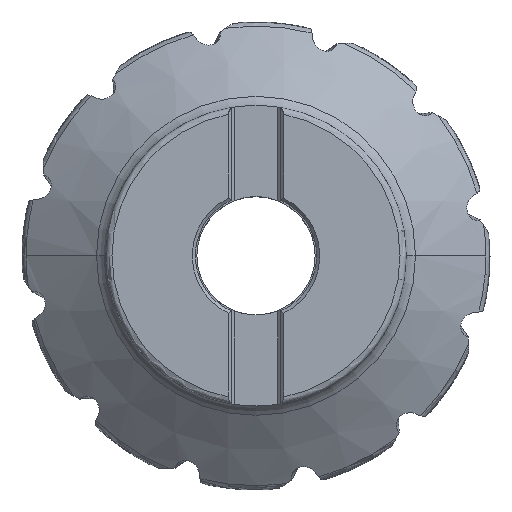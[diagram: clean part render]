
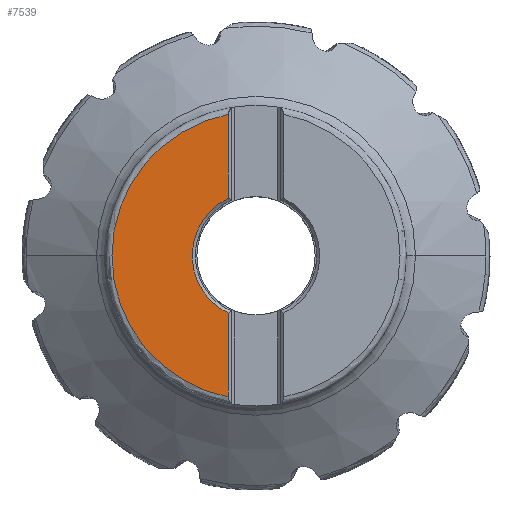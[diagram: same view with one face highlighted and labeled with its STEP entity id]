
A CAD part, top view. The second image highlights one B-rep face of the part: STEP entity #7539.
In plain terms, the highlighted planar face has unit normal (0, 0, 1).
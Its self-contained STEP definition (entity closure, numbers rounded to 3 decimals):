
#1856=LINE('',#84483,#2862);
#1857=LINE('',#84487,#2863);
#2862=VECTOR('',#33114,1.);
#2863=VECTOR('',#33117,1.);
#4236=FACE_OUTER_BOUND('',#9481,.T.);
#7539=ADVANCED_FACE('',(#4236),#8310,.T.);
#8310=PLANE('',#28235);
#9481=EDGE_LOOP('',(#15903,#15904,#15905,#15906));
#15903=ORIENTED_EDGE('',*,*,#23994,.T.);
#15904=ORIENTED_EDGE('',*,*,#23995,.F.);
#15905=ORIENTED_EDGE('',*,*,#23996,.T.);
#15906=ORIENTED_EDGE('',*,*,#23993,.F.);
#20290=VERTEX_POINT('',#84473);
#20291=VERTEX_POINT('',#84480);
#20292=VERTEX_POINT('',#84484);
#20293=VERTEX_POINT('',#84486);
#23993=EDGE_CURVE('',#20291,#20290,#25685,.T.);
#23994=EDGE_CURVE('',#20291,#20292,#1856,.T.);
#23995=EDGE_CURVE('',#20293,#20292,#25686,.T.);
#23996=EDGE_CURVE('',#20293,#20290,#1857,.T.);
#25685=CIRCLE('',#28232,20.55);
#25686=CIRCLE('',#28234,46.419);
#28232=AXIS2_PLACEMENT_3D('',#84481,#33110,#33111);
#28234=AXIS2_PLACEMENT_3D('',#84485,#33115,#33116);
#28235=AXIS2_PLACEMENT_3D('',#84488,#33118,#33119);
#33110=DIRECTION('',(0.,0.,1.));
#33111=DIRECTION('',(-0.435,0.9,0.));
#33114=DIRECTION('',(0.,1.,0.));
#33115=DIRECTION('',(0.,0.,-1.));
#33116=DIRECTION('',(-0.193,-0.981,0.));
#33117=DIRECTION('',(0.,1.,0.));
#33118=DIRECTION('',(0.,0.,1.));
#33119=DIRECTION('',(-1.,0.,0.));
#84473=CARTESIAN_POINT('',(-8.937,-18.505,0.));
#84480=CARTESIAN_POINT('',(-8.937,18.505,0.));
#84481=CARTESIAN_POINT('',(0.,0.,0.));
#84483=CARTESIAN_POINT('',(-8.937,18.505,0.));
#84484=CARTESIAN_POINT('',(-8.938,45.55,0.));
#84485=CARTESIAN_POINT('',(0.,0.,0.));
#84486=CARTESIAN_POINT('',(-8.937,-45.55,0.));
#84487=CARTESIAN_POINT('',(-8.937,-45.55,0.));
#84488=CARTESIAN_POINT('',(-27.679,0.,0.));
